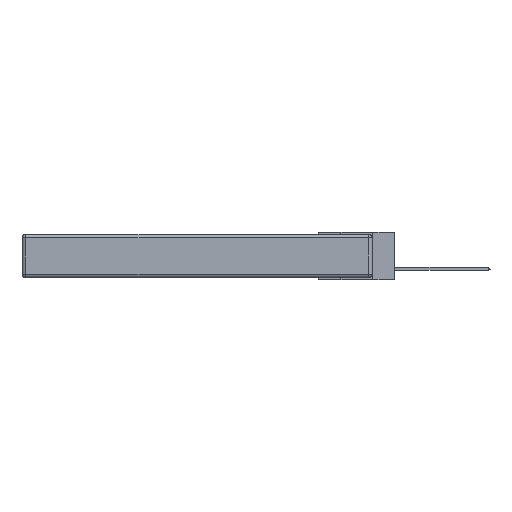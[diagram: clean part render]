
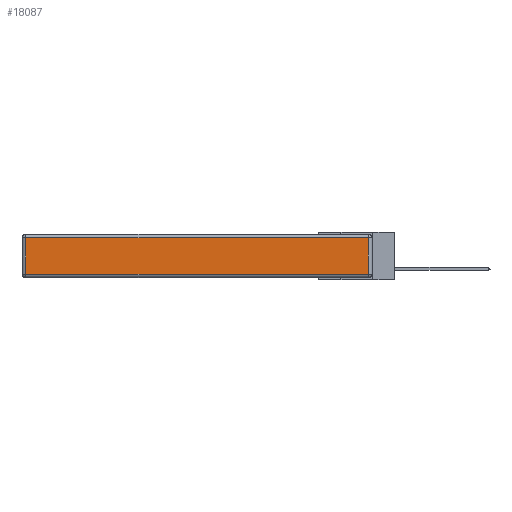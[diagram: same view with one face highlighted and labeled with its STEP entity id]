
A CAD part, left-side view. The second image highlights one B-rep face of the part: STEP entity #18087.
In plain terms, the highlighted planar face has unit normal (-1, 0, 0).
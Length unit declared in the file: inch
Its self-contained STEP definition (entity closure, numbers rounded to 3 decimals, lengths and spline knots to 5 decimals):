
#1502 = VECTOR ( 'NONE', #8717, 39.37008 ) ;
#2917 = EDGE_CURVE ( 'NONE', #25064, #10375, #15103, .T. ) ;
#3791 = ORIENTED_EDGE ( 'NONE', *, *, #11637, .T. ) ;
#4128 = CARTESIAN_POINT ( 'NONE',  ( 0., 2.72, -0.313 ) ) ;
#4251 = EDGE_CURVE ( 'NONE', #25095, #10634, #11671, .T. ) ;
#4253 = VECTOR ( 'NONE', #20553, 39.37008 ) ;
#4269 = VECTOR ( 'NONE', #13679, 39.37008 ) ;
#7498 = CARTESIAN_POINT ( 'NONE',  ( 0., 2.72, -0.03 ) ) ;
#7885 = CARTESIAN_POINT ( 'NONE',  ( 0., 2.72, -0.343 ) ) ;
#8219 = DIRECTION ( 'NONE',  ( 0., 0., 1. ) ) ;
#8539 = EDGE_LOOP ( 'NONE', ( #11344, #13478, #21678, #3791 ) ) ;
#8717 = DIRECTION ( 'NONE',  ( 0., 0., 1. ) ) ;
#10067 = DIRECTION ( 'NONE',  ( -1., 0., 0. ) ) ;
#10097 = CARTESIAN_POINT ( 'NONE',  ( 0., 0.03, -0.03 ) ) ;
#10375 = VERTEX_POINT ( 'NONE', #7498 ) ;
#10634 = VERTEX_POINT ( 'NONE', #20630 ) ;
#11235 = VECTOR ( 'NONE', #23956, 39.37008 ) ;
#11344 = ORIENTED_EDGE ( 'NONE', *, *, #4251, .T. ) ;
#11637 = EDGE_CURVE ( 'NONE', #10375, #25095, #21750, .T. ) ;
#11671 = LINE ( 'NONE', #12838, #4253 ) ;
#12838 = CARTESIAN_POINT ( 'NONE',  ( 0., 0., -0.313 ) ) ;
#13478 = ORIENTED_EDGE ( 'NONE', *, *, #23887, .T. ) ;
#13679 = DIRECTION ( 'NONE',  ( 0., 1., 0. ) ) ;
#14100 = CARTESIAN_POINT ( 'NONE',  ( 0., 0.03, -0.343 ) ) ;
#14482 = LINE ( 'NONE', #14100, #1502 ) ;
#15103 = LINE ( 'NONE', #17422, #4269 ) ;
#17422 = CARTESIAN_POINT ( 'NONE',  ( 0., 2.75, -0.03 ) ) ;
#18087 = ADVANCED_FACE ( 'NONE', ( #24195 ), #19920, .T. ) ;
#19920 = PLANE ( 'NONE',  #25472 ) ;
#20082 = CARTESIAN_POINT ( 'NONE',  ( 0., 0., -0.343 ) ) ;
#20553 = DIRECTION ( 'NONE',  ( 0., -1., 0. ) ) ;
#20630 = CARTESIAN_POINT ( 'NONE',  ( 0., 0.03, -0.313 ) ) ;
#21678 = ORIENTED_EDGE ( 'NONE', *, *, #2917, .T. ) ;
#21750 = LINE ( 'NONE', #7885, #11235 ) ;
#23887 = EDGE_CURVE ( 'NONE', #10634, #25064, #14482, .T. ) ;
#23956 = DIRECTION ( 'NONE',  ( 0., 0., -1. ) ) ;
#24195 = FACE_OUTER_BOUND ( 'NONE', #8539, .T. ) ;
#25064 = VERTEX_POINT ( 'NONE', #10097 ) ;
#25095 = VERTEX_POINT ( 'NONE', #4128 ) ;
#25472 = AXIS2_PLACEMENT_3D ( 'NONE', #20082, #10067, #8219 ) ;
